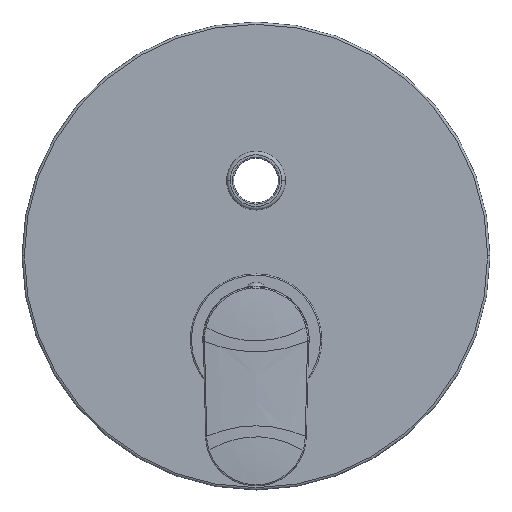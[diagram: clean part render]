
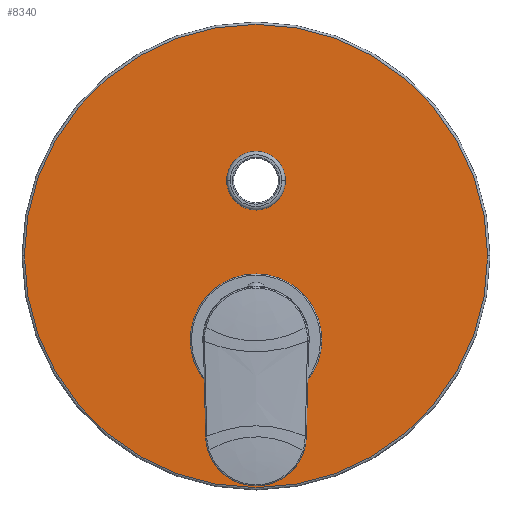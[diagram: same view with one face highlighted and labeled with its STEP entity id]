
A CAD part, top view. The second image highlights one B-rep face of the part: STEP entity #8340.
In plain terms, the highlighted planar face has unit normal (0, 0, 1).
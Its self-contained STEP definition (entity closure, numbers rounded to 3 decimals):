
#7494=CARTESIAN_POINT('',(0.,35.8,-4.));
#7495=DIRECTION('',(0.,0.,1.));
#7496=DIRECTION('',(1.,0.,0.));
#7497=AXIS2_PLACEMENT_3D('',#7494,#7495,#7496);
#7499=CARTESIAN_POINT('',(0.,35.8,-4.));
#7500=DIRECTION('',(0.,0.,1.));
#7501=DIRECTION('',(-1.,0.,0.));
#7502=AXIS2_PLACEMENT_3D('',#7499,#7500,#7501);
#7504=CARTESIAN_POINT('',(0.,68.,-4.));
#7505=DIRECTION('',(0.,0.,-1.));
#7506=DIRECTION('',(-1.,0.,0.));
#7507=AXIS2_PLACEMENT_3D('',#7504,#7505,#7506);
#7509=CARTESIAN_POINT('',(0.,68.,-4.));
#7510=DIRECTION('',(0.,0.,-1.));
#7511=DIRECTION('',(1.,0.,0.));
#7512=AXIS2_PLACEMENT_3D('',#7509,#7510,#7511);
#7514=CARTESIAN_POINT('',(0.,0.,-4.));
#7515=DIRECTION('',(0.,0.,-1.));
#7516=DIRECTION('',(-1.,0.,0.));
#7517=AXIS2_PLACEMENT_3D('',#7514,#7515,#7516);
#7519=CARTESIAN_POINT('',(0.,0.,-4.));
#7520=DIRECTION('',(0.,0.,-1.));
#7521=DIRECTION('',(1.,0.,0.));
#7522=AXIS2_PLACEMENT_3D('',#7519,#7520,#7521);
#8043=CARTESIAN_POINT('',(99.,35.8,-4.));
#8044=CARTESIAN_POINT('',(-99.,35.8,-4.));
#8045=VERTEX_POINT('',#8043);
#8046=VERTEX_POINT('',#8044);
#8107=CARTESIAN_POINT('',(-12.55,68.,-4.));
#8108=CARTESIAN_POINT('',(12.55,68.,-4.));
#8109=VERTEX_POINT('',#8107);
#8110=VERTEX_POINT('',#8108);
#8163=CARTESIAN_POINT('',(-27.6,0.,-4.));
#8164=CARTESIAN_POINT('',(27.6,0.,-4.));
#8165=VERTEX_POINT('',#8163);
#8166=VERTEX_POINT('',#8164);
#8318=CARTESIAN_POINT('',(0.,35.8,-4.));
#8319=DIRECTION('',(0.,0.,-1.));
#8320=DIRECTION('',(-1.,0.,0.));
#8321=AXIS2_PLACEMENT_3D('',#8318,#8319,#8320);
#8322=PLANE('',#8321);
#8324=ORIENTED_EDGE('',*,*,#8323,.F.);
#8326=ORIENTED_EDGE('',*,*,#8325,.F.);
#8327=EDGE_LOOP('',(#8324,#8326));
#8328=FACE_OUTER_BOUND('',#8327,.F.);
#8330=ORIENTED_EDGE('',*,*,#8329,.F.);
#8332=ORIENTED_EDGE('',*,*,#8331,.F.);
#8333=EDGE_LOOP('',(#8330,#8332));
#8334=FACE_BOUND('',#8333,.F.);
#8336=ORIENTED_EDGE('',*,*,#8335,.F.);
#8337=ORIENTED_EDGE('',*,*,#8301,.F.);
#8338=EDGE_LOOP('',(#8336,#8337));
#8339=FACE_BOUND('',#8338,.F.);
#8340=ADVANCED_FACE('',(#8328,#8334,#8339),#8322,.F.);
#7498=CIRCLE('',#7497,99.);
#7503=CIRCLE('',#7502,99.);
#7508=CIRCLE('',#7507,12.55);
#7513=CIRCLE('',#7512,12.55);
#7518=CIRCLE('',#7517,27.6);
#7523=CIRCLE('',#7522,27.6);
#8301=EDGE_CURVE('',#8166,#8165,#7523,.T.);
#8323=EDGE_CURVE('',#8045,#8046,#7498,.T.);
#8325=EDGE_CURVE('',#8046,#8045,#7503,.T.);
#8329=EDGE_CURVE('',#8109,#8110,#7508,.T.);
#8331=EDGE_CURVE('',#8110,#8109,#7513,.T.);
#8335=EDGE_CURVE('',#8165,#8166,#7518,.T.);
